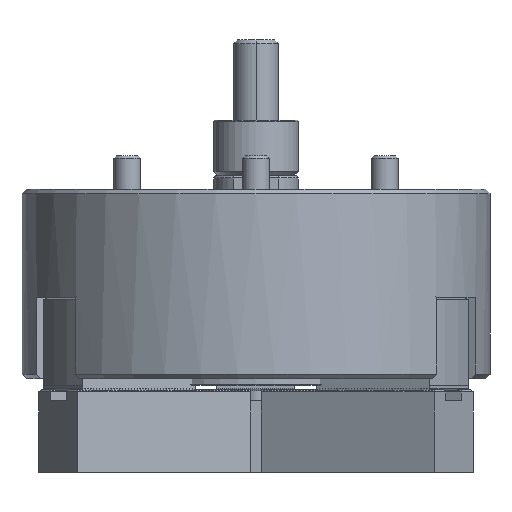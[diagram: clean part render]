
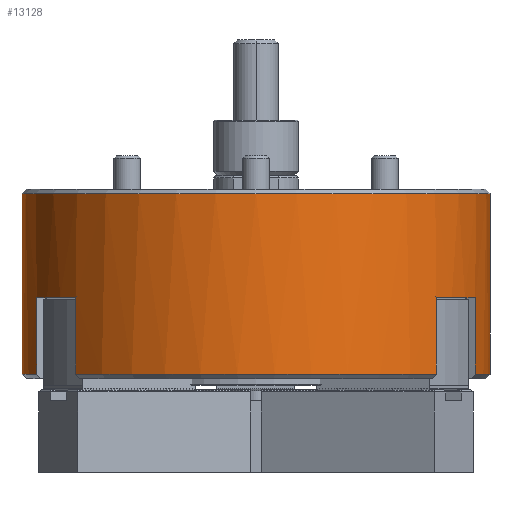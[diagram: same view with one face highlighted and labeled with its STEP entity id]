
A CAD part, front view. The second image highlights one B-rep face of the part: STEP entity #13128.
In plain terms, the highlighted cylindrical face has radius 105 mm (diameter 210 mm), a partial arc.
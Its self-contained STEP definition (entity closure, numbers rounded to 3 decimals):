
#48 = CARTESIAN_POINT ( 'NONE',  ( 94.305, -47.648, -48.914 ) ) ;
#685 = ORIENTED_EDGE ( 'NONE', *, *, #9555, .F. ) ;
#771 = LINE ( 'NONE', #24545, #18791 ) ;
#1440 = CARTESIAN_POINT ( 'NONE',  ( 98.411, -36.61, -83. ) ) ;
#1687 = EDGE_CURVE ( 'NONE', #9511, #10705, #26214, .T. ) ;
#2408 = CARTESIAN_POINT ( 'NONE',  ( 98.411, -36.61, -48.497 ) ) ;
#2622 = CIRCLE ( 'NONE', #16497, 105. ) ;
#2643 = ORIENTED_EDGE ( 'NONE', *, *, #15238, .T. ) ;
#2842 = LINE ( 'NONE', #25281, #27104 ) ;
#3013 = CARTESIAN_POINT ( 'NONE',  ( -105., 0., -2. ) ) ;
#3086 = CYLINDRICAL_SURFACE ( 'NONE', #8291, 105. ) ;
#3703 =( BOUNDED_CURVE ( )  B_SPLINE_CURVE ( 3, ( #15055, #12695, #19771, #5671 ),
 .UNSPECIFIED., .F., .F. ) 
 B_SPLINE_CURVE_WITH_KNOTS ( ( 4, 4 ),
 ( 2.974, 3.309 ),
 .UNSPECIFIED. ) 
 CURVE ( )  GEOMETRIC_REPRESENTATION_ITEM ( )  RATIONAL_B_SPLINE_CURVE ( ( 1., 0.991, 0.991, 1. ) ) 
 REPRESENTATION_ITEM ( '' )  );
#3886 = EDGE_CURVE ( 'NONE', #28856, #12848, #23280, .T. ) ;
#4025 = EDGE_CURVE ( 'NONE', #15078, #9511, #18566, .T. ) ;
#4689 = VERTEX_POINT ( 'NONE', #28874 ) ;
#4709 = DIRECTION ( 'NONE',  ( 0., 0., -1. ) ) ;
#5105 = LINE ( 'NONE', #21140, #22360 ) ;
#5350 = DIRECTION ( 'NONE',  ( 0., 0., 1. ) ) ;
#5363 = CARTESIAN_POINT ( 'NONE',  ( -98.411, -36.61, -83. ) ) ;
#5627 = ORIENTED_EDGE ( 'NONE', *, *, #13451, .T. ) ;
#5671 = CARTESIAN_POINT ( 'NONE',  ( -98.411, -36.61, -48.497 ) ) ;
#5734 = DIRECTION ( 'NONE',  ( 1., 0., 0. ) ) ;
#5788 = VERTEX_POINT ( 'NONE', #24658 ) ;
#6140 = AXIS2_PLACEMENT_3D ( 'NONE', #21134, #7028, #23484 ) ;
#6203 = EDGE_CURVE ( 'NONE', #18999, #19010, #2622, .T. ) ;
#7028 = DIRECTION ( 'NONE',  ( 0., 0., -1. ) ) ;
#7600 = CARTESIAN_POINT ( 'NONE',  ( -105., 0., -83. ) ) ;
#7983 = DIRECTION ( 'NONE',  ( 0., 0., 1. ) ) ;
#8063 = CIRCLE ( 'NONE', #15155, 105. ) ;
#8291 = AXIS2_PLACEMENT_3D ( 'NONE', #22158, #7983, #5734 ) ;
#8381 = VECTOR ( 'NONE', #12442, 1000. ) ;
#9511 = VERTEX_POINT ( 'NONE', #23088 ) ;
#9529 = DIRECTION ( 'NONE',  ( 0., 0., 1. ) ) ;
#9555 = EDGE_CURVE ( 'NONE', #12848, #14021, #5105, .T. ) ;
#9932 = DIRECTION ( 'NONE',  ( 0., 0., 1. ) ) ;
#10489 = EDGE_CURVE ( 'NONE', #18999, #28591, #2842, .T. ) ;
#10705 = VERTEX_POINT ( 'NONE', #26197 ) ;
#10922 = ORIENTED_EDGE ( 'NONE', *, *, #24419, .F. ) ;
#12442 = DIRECTION ( 'NONE',  ( 0., 0., 1. ) ) ;
#12695 = CARTESIAN_POINT ( 'NONE',  ( -88.416, -57.846, -48.914 ) ) ;
#12848 = VERTEX_POINT ( 'NONE', #27812 ) ;
#13128 = ADVANCED_FACE ( 'NONE', ( #21818 ), #3086, .T. ) ;
#13451 = EDGE_CURVE ( 'NONE', #10705, #28591, #19965, .T. ) ;
#13466 = ORIENTED_EDGE ( 'NONE', *, *, #27930, .F. ) ;
#14021 = VERTEX_POINT ( 'NONE', #27895 ) ;
#14023 = ORIENTED_EDGE ( 'NONE', *, *, #10489, .F. ) ;
#15020 = EDGE_CURVE ( 'NONE', #28942, #5788, #771, .T. ) ;
#15055 = CARTESIAN_POINT ( 'NONE',  ( -80.911, -66.921, -48.497 ) ) ;
#15078 = VERTEX_POINT ( 'NONE', #1440 ) ;
#15155 = AXIS2_PLACEMENT_3D ( 'NONE', #23592, #9529, #25973 ) ;
#15238 = EDGE_CURVE ( 'NONE', #28942, #14021, #8063, .T. ) ;
#15950 = DIRECTION ( 'NONE',  ( 0., 0., 1. ) ) ;
#16326 = EDGE_LOOP ( 'NONE', ( #14023, #29289, #13466, #26009, #24701, #2643, #685, #20301, #10922, #26063, #27506, #5627 ) ) ;
#16497 = AXIS2_PLACEMENT_3D ( 'NONE', #24004, #9932, #26378 ) ;
#16499 = CARTESIAN_POINT ( 'NONE',  ( 88.416, -57.846, -48.914 ) ) ;
#18188 = CARTESIAN_POINT ( 'NONE',  ( 98.411, -36.61, -48.497 ) ) ;
#18566 = CIRCLE ( 'NONE', #26478, 105. ) ;
#18791 = VECTOR ( 'NONE', #29394, 1000. ) ;
#18859 = CARTESIAN_POINT ( 'NONE',  ( 80.911, -66.921, -48.497 ) ) ;
#18999 = VERTEX_POINT ( 'NONE', #7600 ) ;
#19010 = VERTEX_POINT ( 'NONE', #5363 ) ;
#19386 = CARTESIAN_POINT ( 'NONE',  ( -98.411, -36.61, 0. ) ) ;
#19464 = CARTESIAN_POINT ( 'NONE',  ( 0., 0., -83. ) ) ;
#19771 = CARTESIAN_POINT ( 'NONE',  ( -94.305, -47.648, -48.914 ) ) ;
#19952 = VECTOR ( 'NONE', #21066, 1000. ) ;
#19965 = CIRCLE ( 'NONE', #6140, 105. ) ;
#20301 = ORIENTED_EDGE ( 'NONE', *, *, #3886, .F. ) ;
#20662 = EDGE_CURVE ( 'NONE', #5788, #4689, #3703, .T. ) ;
#20902 = LINE ( 'NONE', #28877, #8381 ) ;
#20948 = CARTESIAN_POINT ( 'NONE',  ( -80.911, -66.921, -83. ) ) ;
#21066 = DIRECTION ( 'NONE',  ( 0., 0., 1. ) ) ;
#21134 = CARTESIAN_POINT ( 'NONE',  ( 0., 0., -2. ) ) ;
#21140 = CARTESIAN_POINT ( 'NONE',  ( 80.911, -66.921, 0. ) ) ;
#21735 = DIRECTION ( 'NONE',  ( 0., 0., -1. ) ) ;
#21796 = DIRECTION ( 'NONE',  ( 1., 0., 0. ) ) ;
#21817 = VECTOR ( 'NONE', #21735, 1000. ) ;
#21818 = FACE_OUTER_BOUND ( 'NONE', #16326, .T. ) ;
#22158 = CARTESIAN_POINT ( 'NONE',  ( 0., 0., 0. ) ) ;
#22360 = VECTOR ( 'NONE', #4709, 1000. ) ;
#23088 = CARTESIAN_POINT ( 'NONE',  ( 105., 0., -83. ) ) ;
#23280 =( BOUNDED_CURVE ( )  B_SPLINE_CURVE ( 3, ( #2408, #48, #16499, #18859 ),
 .UNSPECIFIED., .F., .F. ) 
 B_SPLINE_CURVE_WITH_KNOTS ( ( 4, 4 ),
 ( 2.974, 3.309 ),
 .UNSPECIFIED. ) 
 CURVE ( )  GEOMETRIC_REPRESENTATION_ITEM ( )  RATIONAL_B_SPLINE_CURVE ( ( 1., 0.991, 0.991, 1. ) ) 
 REPRESENTATION_ITEM ( '' )  );
#23288 = LINE ( 'NONE', #19386, #21817 ) ;
#23484 = DIRECTION ( 'NONE',  ( -1., 0., 0. ) ) ;
#23592 = CARTESIAN_POINT ( 'NONE',  ( 0., 0., -83. ) ) ;
#24004 = CARTESIAN_POINT ( 'NONE',  ( 0., 0., -83. ) ) ;
#24419 = EDGE_CURVE ( 'NONE', #15078, #28856, #20902, .T. ) ;
#24545 = CARTESIAN_POINT ( 'NONE',  ( -80.911, -66.921, 0. ) ) ;
#24658 = CARTESIAN_POINT ( 'NONE',  ( -80.911, -66.921, -48.497 ) ) ;
#24701 = ORIENTED_EDGE ( 'NONE', *, *, #15020, .F. ) ;
#25281 = CARTESIAN_POINT ( 'NONE',  ( -105., 0., 0. ) ) ;
#25973 = DIRECTION ( 'NONE',  ( 1., 0., 0. ) ) ;
#26009 = ORIENTED_EDGE ( 'NONE', *, *, #20662, .F. ) ;
#26063 = ORIENTED_EDGE ( 'NONE', *, *, #4025, .T. ) ;
#26197 = CARTESIAN_POINT ( 'NONE',  ( 105., 0., -2. ) ) ;
#26214 = LINE ( 'NONE', #27290, #19952 ) ;
#26378 = DIRECTION ( 'NONE',  ( 1., 0., 0. ) ) ;
#26478 = AXIS2_PLACEMENT_3D ( 'NONE', #19464, #5350, #21796 ) ;
#27104 = VECTOR ( 'NONE', #15950, 1000. ) ;
#27290 = CARTESIAN_POINT ( 'NONE',  ( 105., 0., 0. ) ) ;
#27506 = ORIENTED_EDGE ( 'NONE', *, *, #1687, .T. ) ;
#27812 = CARTESIAN_POINT ( 'NONE',  ( 80.911, -66.921, -48.497 ) ) ;
#27895 = CARTESIAN_POINT ( 'NONE',  ( 80.911, -66.921, -83. ) ) ;
#27930 = EDGE_CURVE ( 'NONE', #4689, #19010, #23288, .T. ) ;
#28591 = VERTEX_POINT ( 'NONE', #3013 ) ;
#28856 = VERTEX_POINT ( 'NONE', #18188 ) ;
#28874 = CARTESIAN_POINT ( 'NONE',  ( -98.411, -36.61, -48.497 ) ) ;
#28877 = CARTESIAN_POINT ( 'NONE',  ( 98.411, -36.61, 0. ) ) ;
#28942 = VERTEX_POINT ( 'NONE', #20948 ) ;
#29289 = ORIENTED_EDGE ( 'NONE', *, *, #6203, .T. ) ;
#29394 = DIRECTION ( 'NONE',  ( 0., 0., 1. ) ) ;
